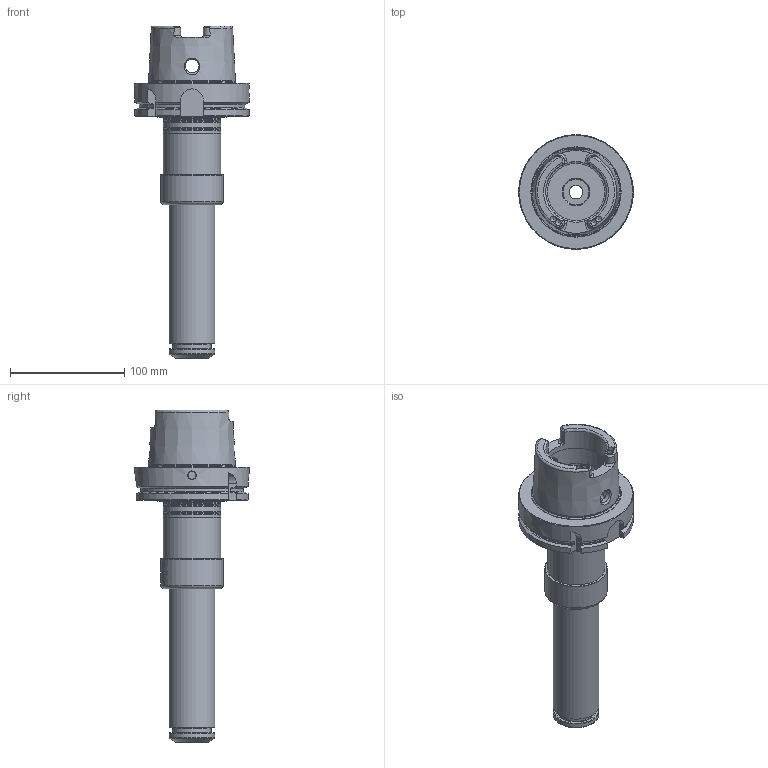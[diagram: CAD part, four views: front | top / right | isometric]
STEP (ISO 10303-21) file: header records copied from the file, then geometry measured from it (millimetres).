
FILE_DESCRIPTION(/* description */ (''),/* implementation_level */ '2;1');
FILE_NAME(/* name */ '888576070.stp',/* time_stamp */ '2023-03-15T12:23:49',/* author */ ('Ratnasingam Jekanthan'),/* organization */ ('REGO-FIX'),/* preprocessor_version */ ' Unknown',/* originating_system */ 'SIEMENS PLM Software Solid Edge ST10',/* authorization */ 'Unknown');
FILE_SCHEMA (('AUTOMOTIVE_DESIGN { 1 0 10303 214 2 1 1}'));
Length unit declared in the file: millimetre
Products named in the file (1): NOCUT
Bounding box: 100 x 100 x 290 mm (x, y, z)
Volume: 520323.8 mm3; surface area: 102793.3 mm2
Topology: 1 solids, 3 shells, 209 faces, 501 edges, 311 vertices
Faces by surface type: cylinder 58, cone 57, plane 53, torus 41
Full cylindrical faces by diameter (mm): 5 x4, 7.5 x1, 9 x1, 10 x1, 12 x4, 14 x1, 22.376 x1, 25 x2, 30.5 x1, 31.6 x1, 33 x1, 34 x1, 40 x2, 40.2 x1, 42 x1, 45 x1, 48.376 x2, 50 x1, 50.05 x1, 50.5 x3, 51.3 x1, 53 x2, 54.8 x1, 63 x1, 75.359 x1, 100 x1
Entity records: 6985 total; most frequent: CARTESIAN_POINT 1264, DIRECTION 906, ORIENTED_EDGE 714, AXIS2_PLACEMENT_3D 409, EDGE_CURVE 357, FACE_BOUND 346, EDGE_LOOP 342, VERTEX_POINT 281
